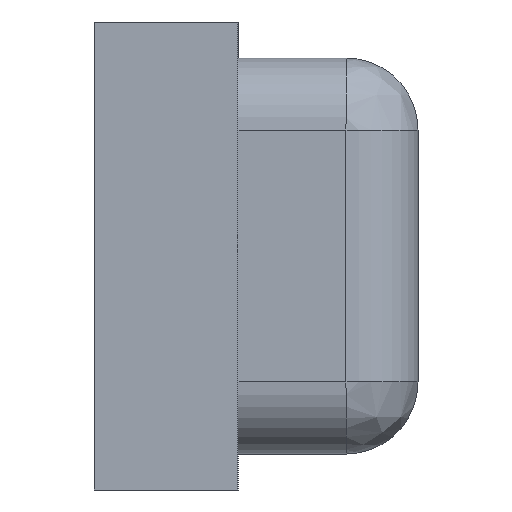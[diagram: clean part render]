
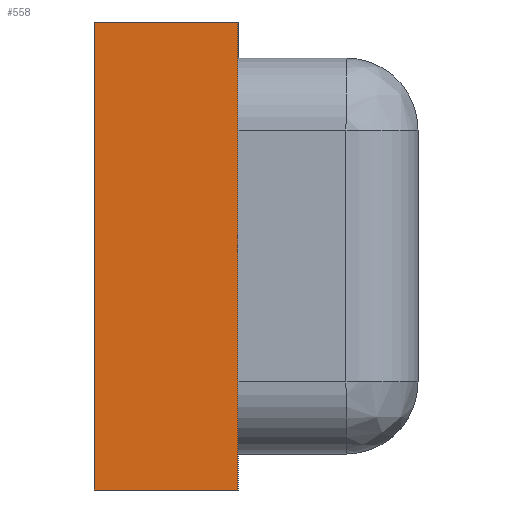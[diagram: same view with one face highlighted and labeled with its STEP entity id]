
A CAD part, left-side view. The second image highlights one B-rep face of the part: STEP entity #558.
In plain terms, the highlighted planar face has unit normal (-1, 0, 0).
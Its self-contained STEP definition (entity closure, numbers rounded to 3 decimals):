
#17 = LINE ( 'NONE', #502, #465 ) ;
#52 = ORIENTED_EDGE ( 'NONE', *, *, #322, .T. ) ;
#76 = VECTOR ( 'NONE', #695, 1000. ) ;
#77 = DIRECTION ( 'NONE',  ( -1., 0., 0. ) ) ;
#80 = CARTESIAN_POINT ( 'NONE',  ( -1.6, 0.65, 0.4 ) ) ;
#88 = ORIENTED_EDGE ( 'NONE', *, *, #457, .F. ) ;
#103 = LINE ( 'NONE', #169, #76 ) ;
#169 = CARTESIAN_POINT ( 'NONE',  ( -1.6, 0.65, 0. ) ) ;
#195 = FACE_OUTER_BOUND ( 'NONE', #365, .T. ) ;
#212 = VERTEX_POINT ( 'NONE', #400 ) ;
#226 = DIRECTION ( 'NONE',  ( 0., 1., 0. ) ) ;
#241 = EDGE_CURVE ( 'NONE', #696, #212, #567, .T. ) ;
#322 = EDGE_CURVE ( 'NONE', #212, #354, #605, .T. ) ;
#339 = DIRECTION ( 'NONE',  ( 0., 0., 1. ) ) ;
#354 = VERTEX_POINT ( 'NONE', #649 ) ;
#358 = ORIENTED_EDGE ( 'NONE', *, *, #363, .T. ) ;
#363 = EDGE_CURVE ( 'NONE', #354, #581, #17, .T. ) ;
#365 = EDGE_LOOP ( 'NONE', ( #663, #52, #358, #88 ) ) ;
#386 = AXIS2_PLACEMENT_3D ( 'NONE', #415, #77, #413 ) ;
#387 = CARTESIAN_POINT ( 'NONE',  ( -1.6, -0.65, 0. ) ) ;
#400 = CARTESIAN_POINT ( 'NONE',  ( -1.6, -0.65, 0. ) ) ;
#413 = DIRECTION ( 'NONE',  ( 0., -1., 0. ) ) ;
#415 = CARTESIAN_POINT ( 'NONE',  ( -1.6, 0.65, 0. ) ) ;
#457 = EDGE_CURVE ( 'NONE', #696, #581, #103, .T. ) ;
#465 = VECTOR ( 'NONE', #226, 1000. ) ;
#466 = PLANE ( 'NONE',  #386 ) ;
#474 = VECTOR ( 'NONE', #613, 1000. ) ;
#502 = CARTESIAN_POINT ( 'NONE',  ( -1.6, 0., 0.4 ) ) ;
#541 = CARTESIAN_POINT ( 'NONE',  ( -1.6, 0.65, 0. ) ) ;
#558 = ADVANCED_FACE ( 'NONE', ( #195 ), #466, .T. ) ;
#567 = LINE ( 'NONE', #662, #474 ) ;
#581 = VERTEX_POINT ( 'NONE', #80 ) ;
#605 = LINE ( 'NONE', #387, #610 ) ;
#610 = VECTOR ( 'NONE', #339, 1000. ) ;
#613 = DIRECTION ( 'NONE',  ( 0., -1., 0. ) ) ;
#649 = CARTESIAN_POINT ( 'NONE',  ( -1.6, -0.65, 0.4 ) ) ;
#662 = CARTESIAN_POINT ( 'NONE',  ( -1.6, 0.65, 0. ) ) ;
#663 = ORIENTED_EDGE ( 'NONE', *, *, #241, .T. ) ;
#695 = DIRECTION ( 'NONE',  ( 0., 0., 1. ) ) ;
#696 = VERTEX_POINT ( 'NONE', #541 ) ;
